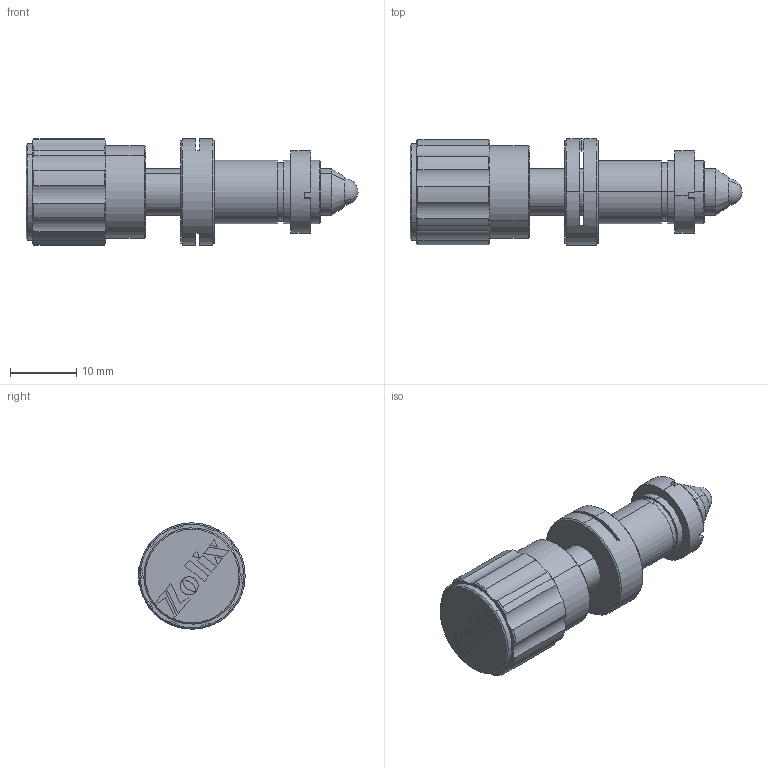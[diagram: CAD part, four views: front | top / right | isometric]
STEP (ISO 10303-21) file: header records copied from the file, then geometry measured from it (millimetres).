
FILE_DESCRIPTION (( 'STEP AP203' ), '1' );
FILE_NAME ('ACSF-N100-0.35.STEP', '2022-07-20T07:16:16', ( '' ), ( '' ), 'SwSTEP 2.0', 'SolidWorks 2021', '' );
FILE_SCHEMA (( 'CONFIG_CONTROL_DESIGN' ));
Length unit declared in the file: millimetre
Products named in the file (1): ACSF-N100-0.35
Bounding box: 50 x 16 x 16 mm (x, y, z)
Surface area: 3615.4 mm2 (no closed solid volume)
Topology: 0 solids, 7 shells, 155 faces, 653 edges, 500 vertices
Faces by surface type: plane 69, cone 42, cylinder 42, sphere 2
Entity records: 6816 total; most frequent: CARTESIAN_POINT 1451, DIRECTION 1081, ORIENTED_EDGE 980, EDGE_CURVE 648, VERTEX_POINT 497, LINE 443, VECTOR 443, AXIS2_PLACEMENT_3D 319
